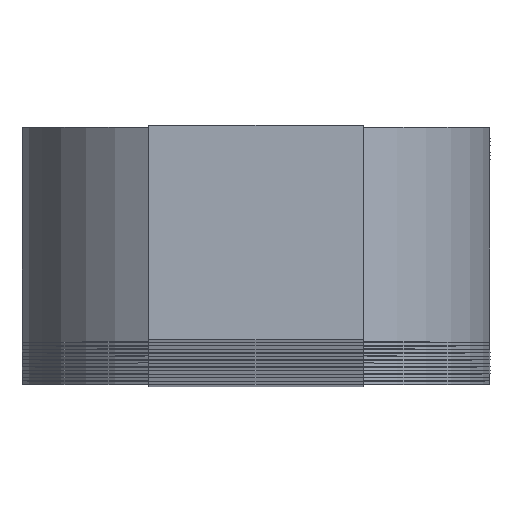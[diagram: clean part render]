
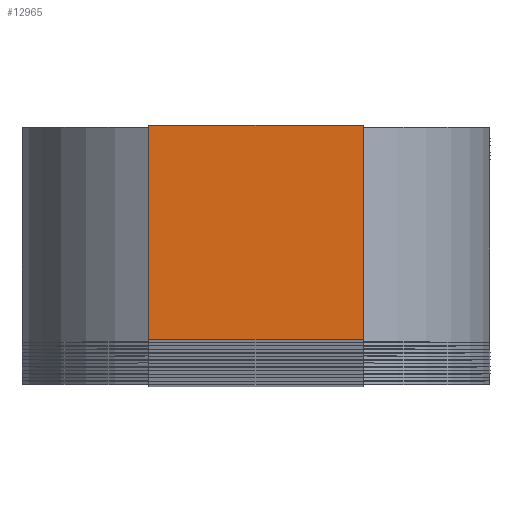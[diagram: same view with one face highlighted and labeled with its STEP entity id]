
A CAD part, top view. The second image highlights one B-rep face of the part: STEP entity #12965.
In plain terms, the highlighted planar face has unit normal (0, 0, 1).
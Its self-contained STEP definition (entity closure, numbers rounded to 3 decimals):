
#27 = EDGE_LOOP ( 'NONE', ( #332, #10698, #660, #5834 ) ) ;
#332 = ORIENTED_EDGE ( 'NONE', *, *, #1964, .T. ) ;
#585 = VERTEX_POINT ( 'NONE', #7327 ) ;
#660 = ORIENTED_EDGE ( 'NONE', *, *, #12165, .T. ) ;
#844 = VERTEX_POINT ( 'NONE', #8836 ) ;
#1342 = LINE ( 'NONE', #4097, #11495 ) ;
#1524 = DIRECTION ( 'NONE',  ( 0., 0., 1. ) ) ;
#1857 = CARTESIAN_POINT ( 'NONE',  ( -8., -8., 1000. ) ) ;
#1964 = EDGE_CURVE ( 'NONE', #585, #844, #5918, .T. ) ;
#2583 = VERTEX_POINT ( 'NONE', #1857 ) ;
#2616 = DIRECTION ( 'NONE',  ( 1., 0., 0. ) ) ;
#3725 = CARTESIAN_POINT ( 'NONE',  ( -8., 8., 1000. ) ) ;
#3834 = EDGE_CURVE ( 'NONE', #2583, #585, #7851, .T. ) ;
#4097 = CARTESIAN_POINT ( 'NONE',  ( -8., 8., 1000. ) ) ;
#4258 = VERTEX_POINT ( 'NONE', #6167 ) ;
#5834 = ORIENTED_EDGE ( 'NONE', *, *, #3834, .T. ) ;
#5918 = LINE ( 'NONE', #6398, #9835 ) ;
#6167 = CARTESIAN_POINT ( 'NONE',  ( -8., 8., 1000. ) ) ;
#6398 = CARTESIAN_POINT ( 'NONE',  ( 8., 8., 1000. ) ) ;
#6869 = CARTESIAN_POINT ( 'NONE',  ( 0., 0., 1000. ) ) ;
#7327 = CARTESIAN_POINT ( 'NONE',  ( 8., -8., 1000. ) ) ;
#7390 = FACE_OUTER_BOUND ( 'NONE', #27, .T. ) ;
#7851 = LINE ( 'NONE', #12360, #12125 ) ;
#7967 = DIRECTION ( 'NONE',  ( 0., 1., 0. ) ) ;
#8130 = DIRECTION ( 'NONE',  ( 1., 0., 0. ) ) ;
#8153 = DIRECTION ( 'NONE',  ( 0., -1., 0. ) ) ;
#8836 = CARTESIAN_POINT ( 'NONE',  ( 8., 8., 1000. ) ) ;
#9035 = DIRECTION ( 'NONE',  ( -1., 0., 0. ) ) ;
#9127 = AXIS2_PLACEMENT_3D ( 'NONE', #6869, #1524, #2616 ) ;
#9195 = LINE ( 'NONE', #3725, #12310 ) ;
#9835 = VECTOR ( 'NONE', #7967, 1000. ) ;
#9887 = EDGE_CURVE ( 'NONE', #844, #4258, #9195, .T. ) ;
#10000 = PLANE ( 'NONE',  #9127 ) ;
#10698 = ORIENTED_EDGE ( 'NONE', *, *, #9887, .T. ) ;
#11495 = VECTOR ( 'NONE', #8153, 1000. ) ;
#12125 = VECTOR ( 'NONE', #8130, 1000. ) ;
#12165 = EDGE_CURVE ( 'NONE', #4258, #2583, #1342, .T. ) ;
#12310 = VECTOR ( 'NONE', #9035, 1000. ) ;
#12360 = CARTESIAN_POINT ( 'NONE',  ( -8., -8., 1000. ) ) ;
#12965 = ADVANCED_FACE ( 'NONE', ( #7390 ), #10000, .T. ) ;
